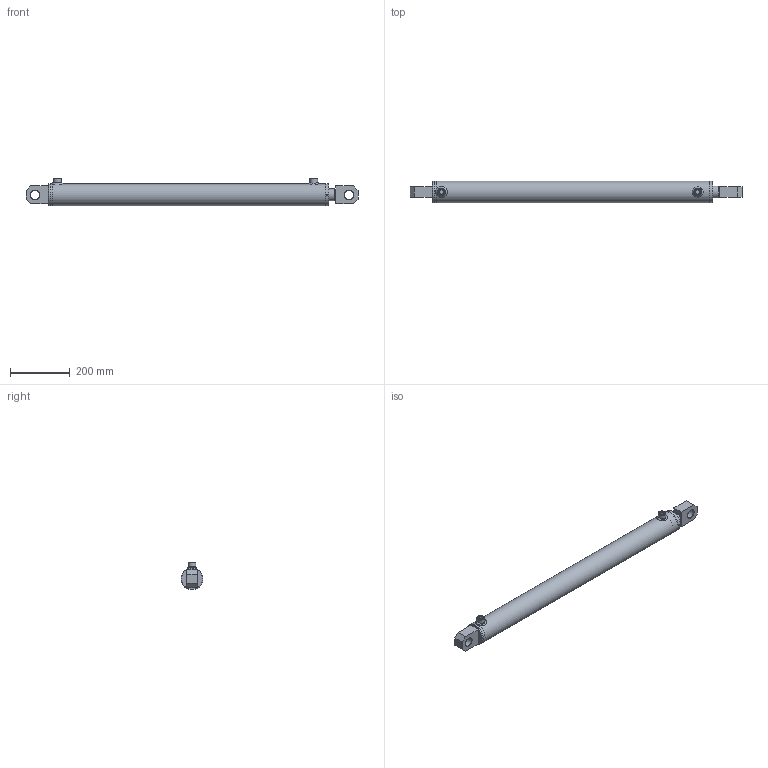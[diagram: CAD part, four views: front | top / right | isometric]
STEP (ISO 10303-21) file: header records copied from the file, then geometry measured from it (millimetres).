
FILE_DESCRIPTION(/* description */ ('Unknown'),/* implementation_level */ '2;1');
FILE_NAME(/* name */ '188413',/* time_stamp */ '2025-10-14T07:44:49+02:00',/* author */ ('Unknown'),/* organization */ ('Unknown'),/* preprocessor_version */ 'ST-DEVELOPER v18.104',/* originating_system */ 'Solid Edge',/* authorisation */ 'Unknown');
FILE_SCHEMA (('AUTOMOTIVE_DESIGN {1 0 10303 214 3 1 1}'));
Length unit declared in the file: millimetre
Products named in the file (3): 188413; Lasche ø030,25 807650H80661; 188104
Assembly tree (3 placements, depth 2):
  188413
    Lasche ø030,25 807650H80661  x2
    188104
Bounding box: 1110 x 73 x 92 mm (x, y, z)
Volume: 2620754.7 mm3; surface area: 635446.6 mm2
Topology: 18 solids, 18 shells, 230 faces, 476 edges, 295 vertices
Faces by surface type: plane 74, cylinder 59, cone 43, torus 38, bspline 16
Full cylindrical faces by diameter (mm): 4.25 x3, 5 x2, 6 x2, 7 x2, 14.95 x2, 16 x2, 16.6 x2, 22 x2, 23.4 x1, 24 x5, 26 x2, 28.5 x1, 30.25 x2, 36 x1, 40 x4, 42 x1, 43 x1, 47 x1, 48 x1, 48.6 x1, 58 x1, 58.39 x2, 61.63 x2, 62.9 x1, 63 x1, 63.8 x1, 64 x1, 64.1 x1, 65 x4, 66.376 x1
Entity records: 8241 total; most frequent: CARTESIAN_POINT 3651, DIRECTION 802, ORIENTED_EDGE 514, FACE_BOUND 402, EDGE_LOOP 396, AXIS2_PLACEMENT_3D 380, EDGE_CURVE 257, VERTEX_POINT 231
